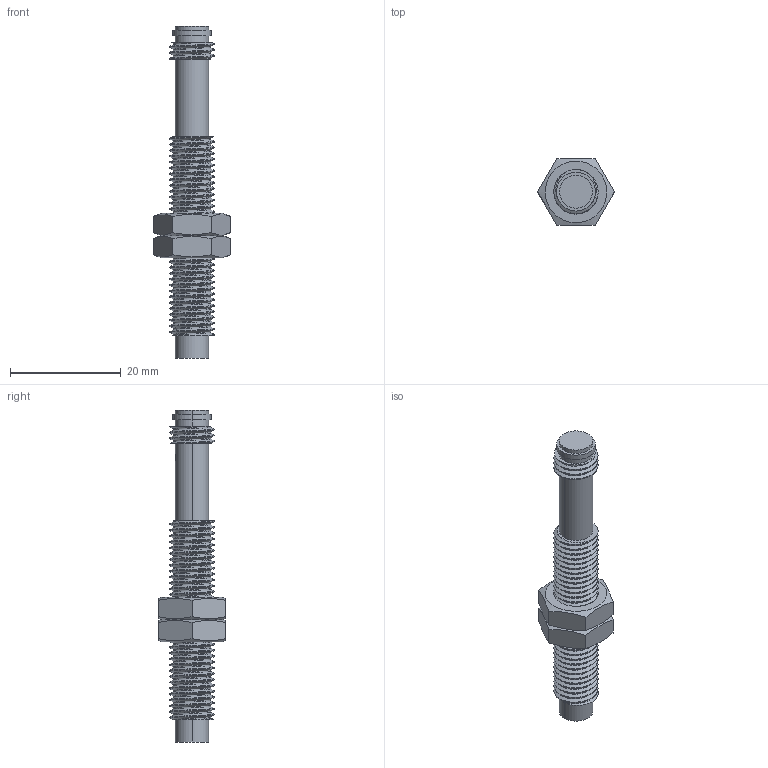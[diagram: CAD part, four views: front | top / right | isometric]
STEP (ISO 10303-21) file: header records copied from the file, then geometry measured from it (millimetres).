
FILE_DESCRIPTION (( 'STEP AP214' ), '1' );
FILE_NAME ('PXINDTLN08-04NO-E1_3D.STEP', '2022-11-14T18:14:43', ( '' ), ( '' ), 'SwSTEP 2.0', 'SolidWorks 2022', '' );
FILE_SCHEMA (( 'AUTOMOTIVE_DESIGN' ));
Length unit declared in the file: inch
Products named in the file (1): PXINDTLN08-04NO-E1_3D
Bounding box: 13.86 x 12 x 60 mm (x, y, z)
Volume: 2850.5 mm3; surface area: 2703.4 mm2
Topology: 2 solids, 2 shells, 123 faces, 330 edges, 222 vertices
Faces by surface type: cylinder 90, plane 23, bspline 10
Entity records: 12082 total; most frequent: CARTESIAN_POINT 8027, ORIENTED_EDGE 660, DIRECTION 380, EDGE_CURVE 330, VERTEX_POINT 222, AXIS2_PLACEMENT_3D 140, EDGE_LOOP 136, FACE_OUTER_BOUND 123
